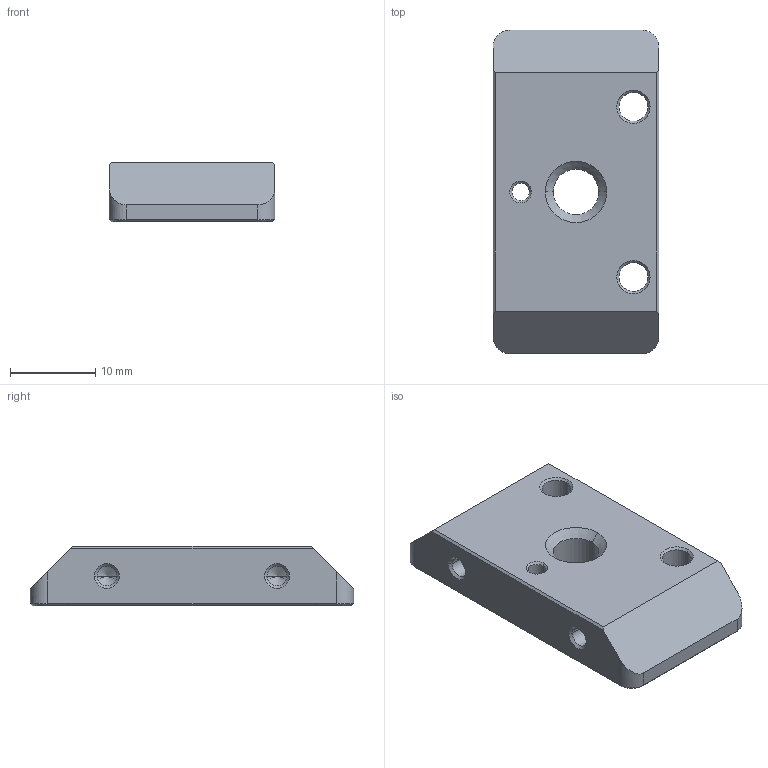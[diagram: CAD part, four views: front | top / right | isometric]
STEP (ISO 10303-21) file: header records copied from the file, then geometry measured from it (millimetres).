
FILE_DESCRIPTION(('Open CASCADE Model'),'2;1');
FILE_NAME('Open CASCADE Shape Model','2026-02-10T18:56:39',('Author'),( 'Open CASCADE'),'Open CASCADE STEP processor 7.7','Open CASCADE 7.7' ,'Unknown');
FILE_SCHEMA(('AUTOMOTIVE_DESIGN { 1 0 10303 214 1 1 1 1 }'));
Length unit declared in the file: millimetre
Products named in the file (2): Open CASCADE STEP translator 7.7 1; LP0689_P0003
Assembly tree (1 placements, depth 2):
  Open CASCADE STEP translator 7.7 1
    LP0689_P0003
Bounding box: 19.5 x 38 x 7 mm (x, y, z)
Volume: 4073.5 mm3; surface area: 2373.7 mm2
Topology: 1 solids, 1 shells, 91 faces, 220 edges, 130 vertices
Faces by surface type: cone 34, plane 31, cylinder 26
Entity records: 5681 total; most frequent: CARTESIAN_POINT 1159, DIRECTION 872, LINE 514, VECTOR 514, ORIENTED_EDGE 432, PCURVE 432, DEFINITIONAL_REPRESENTATION 432, EDGE_CURVE 216
